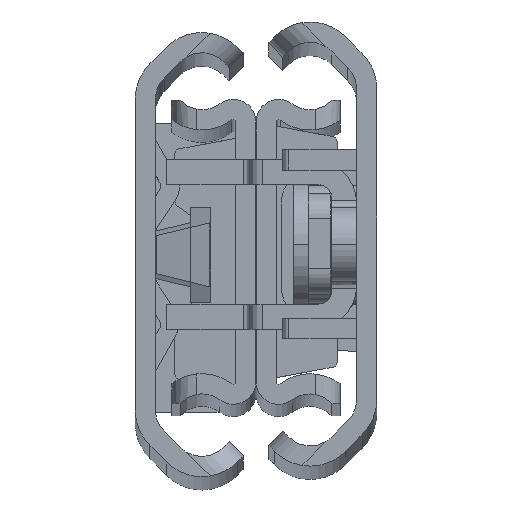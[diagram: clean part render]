
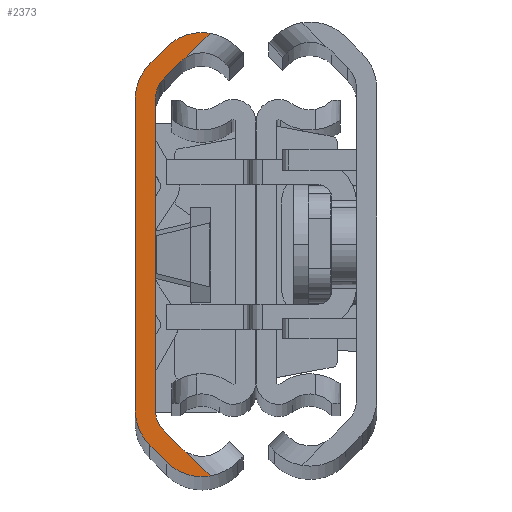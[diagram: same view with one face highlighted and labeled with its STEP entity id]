
A CAD part, top view. The second image highlights one B-rep face of the part: STEP entity #2373.
In plain terms, the highlighted planar face has unit normal (0, 0, 1).
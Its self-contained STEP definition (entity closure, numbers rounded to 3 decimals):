
#71 = EDGE_CURVE ( 'NONE', #3848, #5199, #357, .T. ) ;
#100 = VECTOR ( 'NONE', #11233, 1000. ) ;
#357 = LINE ( 'NONE', #8460, #4282 ) ;
#359 = DIRECTION ( 'NONE',  ( 0., 0., 1. ) ) ;
#461 = VERTEX_POINT ( 'NONE', #8555 ) ;
#467 = AXIS2_PLACEMENT_3D ( 'NONE', #4296, #2342, #6401 ) ;
#482 = DIRECTION ( 'NONE',  ( 0., 0., 1. ) ) ;
#497 = AXIS2_PLACEMENT_3D ( 'NONE', #6254, #9237, #1055 ) ;
#528 = VECTOR ( 'NONE', #8860, 1000. ) ;
#606 = CARTESIAN_POINT ( 'NONE',  ( 1.6, 12.342, 0. ) ) ;
#842 = ORIENTED_EDGE ( 'NONE', *, *, #4559, .T. ) ;
#882 = DIRECTION ( 'NONE',  ( -0.707, 0.707, 0. ) ) ;
#908 = CIRCLE ( 'NONE', #3905, 4. ) ;
#1055 = DIRECTION ( 'NONE',  ( 1., 0., 0. ) ) ;
#1092 = VERTEX_POINT ( 'NONE', #1224 ) ;
#1140 = EDGE_CURVE ( 'NONE', #5915, #4595, #7267, .T. ) ;
#1224 = CARTESIAN_POINT ( 'NONE',  ( 5.955, 17.596, 0. ) ) ;
#1565 = VECTOR ( 'NONE', #6947, 1000. ) ;
#1661 = DIRECTION ( 'NONE',  ( 1., 0., 0. ) ) ;
#1694 = CARTESIAN_POINT ( 'NONE',  ( 1.172, 15.17, 0. ) ) ;
#1760 = VERTEX_POINT ( 'NONE', #7883 ) ;
#2000 = CARTESIAN_POINT ( 'NONE',  ( 2.303, -14.039, 0. ) ) ;
#2106 = CARTESIAN_POINT ( 'NONE',  ( 2.486, 16.484, 0. ) ) ;
#2342 = DIRECTION ( 'NONE',  ( 0., 0., -1. ) ) ;
#2373 = ADVANCED_FACE ( 'NONE', ( #3548 ), #11442, .T. ) ;
#2674 = EDGE_CURVE ( 'NONE', #1092, #3042, #3680, .T. ) ;
#2684 = VERTEX_POINT ( 'NONE', #12219 ) ;
#2699 = DIRECTION ( 'NONE',  ( 1., 0., 0. ) ) ;
#2768 = CARTESIAN_POINT ( 'NONE',  ( 4.061, -15.702, 0. ) ) ;
#2889 = DIRECTION ( 'NONE',  ( 0.707, 0.707, 0. ) ) ;
#2925 = CIRCLE ( 'NONE', #12681, 2.4 ) ;
#2926 = VECTOR ( 'NONE', #8835, 1000. ) ;
#3011 = CARTESIAN_POINT ( 'NONE',  ( 1.6, -12.342, 0. ) ) ;
#3042 = VERTEX_POINT ( 'NONE', #2106 ) ;
#3194 = CARTESIAN_POINT ( 'NONE',  ( 2.486, -16.484, 0. ) ) ;
#3532 = EDGE_CURVE ( 'NONE', #8174, #5915, #10493, .T. ) ;
#3537 = ORIENTED_EDGE ( 'NONE', *, *, #9567, .T. ) ;
#3548 = FACE_OUTER_BOUND ( 'NONE', #5101, .T. ) ;
#3614 = LINE ( 'NONE', #3683, #528 ) ;
#3680 = CIRCLE ( 'NONE', #6236, 3.98 ) ;
#3683 = CARTESIAN_POINT ( 'NONE',  ( 0., 0., 0. ) ) ;
#3684 = VERTEX_POINT ( 'NONE', #606 ) ;
#3783 = AXIS2_PLACEMENT_3D ( 'NONE', #8171, #12216, #9094 ) ;
#3848 = VERTEX_POINT ( 'NONE', #10020 ) ;
#3891 = AXIS2_PLACEMENT_3D ( 'NONE', #9737, #7750, #2699 ) ;
#3905 = AXIS2_PLACEMENT_3D ( 'NONE', #5316, #10411, #10290 ) ;
#3946 = EDGE_CURVE ( 'NONE', #461, #1760, #9829, .T. ) ;
#3982 = EDGE_CURVE ( 'NONE', #4074, #2684, #908, .T. ) ;
#4074 = VERTEX_POINT ( 'NONE', #5451 ) ;
#4282 = VECTOR ( 'NONE', #12634, 1000. ) ;
#4296 = CARTESIAN_POINT ( 'NONE',  ( 5.3, -13.67, 0. ) ) ;
#4335 = DIRECTION ( 'NONE',  ( 0., 0., 1. ) ) ;
#4423 = DIRECTION ( 'NONE',  ( 1., 0., 0. ) ) ;
#4554 = DIRECTION ( 'NONE',  ( 1., 0., 0. ) ) ;
#4559 = EDGE_CURVE ( 'NONE', #10329, #3684, #4769, .T. ) ;
#4595 = VERTEX_POINT ( 'NONE', #11043 ) ;
#4638 = EDGE_CURVE ( 'NONE', #3042, #4074, #10789, .T. ) ;
#4769 = LINE ( 'NONE', #8008, #9205 ) ;
#4842 = CIRCLE ( 'NONE', #3783, 2.4 ) ;
#5101 = EDGE_LOOP ( 'NONE', ( #9500, #5528, #6918, #5773, #3537, #842, #12072, #12831, #10282, #11247, #9997, #11510, #9511, #5497, #12693, #12114 ) ) ;
#5199 = VERTEX_POINT ( 'NONE', #3194 ) ;
#5316 = CARTESIAN_POINT ( 'NONE',  ( 4., 12.342, 0. ) ) ;
#5451 = CARTESIAN_POINT ( 'NONE',  ( 1.172, 15.17, 0. ) ) ;
#5497 = ORIENTED_EDGE ( 'NONE', *, *, #13061, .T. ) ;
#5528 = ORIENTED_EDGE ( 'NONE', *, *, #3532, .T. ) ;
#5773 = ORIENTED_EDGE ( 'NONE', *, *, #10359, .T. ) ;
#5915 = VERTEX_POINT ( 'NONE', #2768 ) ;
#6190 = VECTOR ( 'NONE', #882, 1000. ) ;
#6236 = AXIS2_PLACEMENT_3D ( 'NONE', #10215, #4335, #7240 ) ;
#6254 = CARTESIAN_POINT ( 'NONE',  ( 5.3, 13.67, 0. ) ) ;
#6401 = DIRECTION ( 'NONE',  ( 1., 0., 0. ) ) ;
#6736 = VERTEX_POINT ( 'NONE', #10224 ) ;
#6760 = CIRCLE ( 'NONE', #12268, 3.98 ) ;
#6918 = ORIENTED_EDGE ( 'NONE', *, *, #1140, .T. ) ;
#6947 = DIRECTION ( 'NONE',  ( -0.707, -0.707, 0. ) ) ;
#7066 = LINE ( 'NONE', #12049, #6190 ) ;
#7240 = DIRECTION ( 'NONE',  ( 1., 0., 0. ) ) ;
#7267 = CIRCLE ( 'NONE', #467, 2.38 ) ;
#7456 = CARTESIAN_POINT ( 'NONE',  ( 5.3, -13.67, 0. ) ) ;
#7491 = AXIS2_PLACEMENT_3D ( 'NONE', #7595, #482, #4554 ) ;
#7595 = CARTESIAN_POINT ( 'NONE',  ( 4., -12.342, 0. ) ) ;
#7750 = DIRECTION ( 'NONE',  ( 0., 0., 1. ) ) ;
#7774 = LINE ( 'NONE', #11827, #2926 ) ;
#7883 = CARTESIAN_POINT ( 'NONE',  ( 4.061, 15.702, 0. ) ) ;
#8008 = CARTESIAN_POINT ( 'NONE',  ( 1.6, 0., 0. ) ) ;
#8171 = CARTESIAN_POINT ( 'NONE',  ( 4., -12.342, 0. ) ) ;
#8174 = VERTEX_POINT ( 'NONE', #9826 ) ;
#8244 = EDGE_CURVE ( 'NONE', #8896, #461, #7774, .T. ) ;
#8460 = CARTESIAN_POINT ( 'NONE',  ( 1.172, -15.17, 0. ) ) ;
#8555 = CARTESIAN_POINT ( 'NONE',  ( 3.617, 15.353, 0. ) ) ;
#8835 = DIRECTION ( 'NONE',  ( 0.707, 0.707, 0. ) ) ;
#8860 = DIRECTION ( 'NONE',  ( 0., -1., 0. ) ) ;
#8896 = VERTEX_POINT ( 'NONE', #9647 ) ;
#8911 = EDGE_CURVE ( 'NONE', #5199, #8174, #6760, .T. ) ;
#9003 = DIRECTION ( 'NONE',  ( 0., 1., 0. ) ) ;
#9094 = DIRECTION ( 'NONE',  ( 1., 0., 0. ) ) ;
#9176 = CARTESIAN_POINT ( 'NONE',  ( 2.35, -13.991, 0. ) ) ;
#9205 = VECTOR ( 'NONE', #9003, 1000. ) ;
#9237 = DIRECTION ( 'NONE',  ( 0., 0., -1. ) ) ;
#9252 = VERTEX_POINT ( 'NONE', #2000 ) ;
#9377 = VECTOR ( 'NONE', #2889, 1000. ) ;
#9466 = EDGE_CURVE ( 'NONE', #3684, #8896, #2925, .T. ) ;
#9500 = ORIENTED_EDGE ( 'NONE', *, *, #8911, .T. ) ;
#9511 = ORIENTED_EDGE ( 'NONE', *, *, #3982, .T. ) ;
#9567 = EDGE_CURVE ( 'NONE', #9252, #10329, #4842, .T. ) ;
#9647 = CARTESIAN_POINT ( 'NONE',  ( 2.303, 14.039, 0. ) ) ;
#9737 = CARTESIAN_POINT ( 'NONE',  ( 4., -12.342, 0. ) ) ;
#9826 = CARTESIAN_POINT ( 'NONE',  ( 5.955, -17.596, 0. ) ) ;
#9829 = CIRCLE ( 'NONE', #497, 2.38 ) ;
#9997 = ORIENTED_EDGE ( 'NONE', *, *, #2674, .T. ) ;
#10020 = CARTESIAN_POINT ( 'NONE',  ( 1.172, -15.17, 0. ) ) ;
#10215 = CARTESIAN_POINT ( 'NONE',  ( 5.3, 13.67, 0. ) ) ;
#10224 = CARTESIAN_POINT ( 'NONE',  ( 0., -12.342, 0. ) ) ;
#10234 = CIRCLE ( 'NONE', #3891, 4. ) ;
#10282 = ORIENTED_EDGE ( 'NONE', *, *, #3946, .T. ) ;
#10290 = DIRECTION ( 'NONE',  ( 1., 0., 0. ) ) ;
#10329 = VERTEX_POINT ( 'NONE', #3011 ) ;
#10359 = EDGE_CURVE ( 'NONE', #4595, #9252, #7066, .T. ) ;
#10407 = EDGE_CURVE ( 'NONE', #1760, #1092, #11987, .T. ) ;
#10411 = DIRECTION ( 'NONE',  ( 0., 0., 1. ) ) ;
#10493 = LINE ( 'NONE', #9176, #100 ) ;
#10789 = LINE ( 'NONE', #1694, #1565 ) ;
#11043 = CARTESIAN_POINT ( 'NONE',  ( 3.617, -15.353, 0. ) ) ;
#11233 = DIRECTION ( 'NONE',  ( -0.707, 0.707, 0. ) ) ;
#11247 = ORIENTED_EDGE ( 'NONE', *, *, #10407, .T. ) ;
#11442 = PLANE ( 'NONE',  #7491 ) ;
#11452 = EDGE_CURVE ( 'NONE', #6736, #3848, #10234, .T. ) ;
#11510 = ORIENTED_EDGE ( 'NONE', *, *, #4638, .T. ) ;
#11827 = CARTESIAN_POINT ( 'NONE',  ( 2.303, 14.039, 0. ) ) ;
#11882 = DIRECTION ( 'NONE',  ( 0., 0., -1. ) ) ;
#11987 = LINE ( 'NONE', #12182, #9377 ) ;
#12049 = CARTESIAN_POINT ( 'NONE',  ( 2.303, -14.039, 0. ) ) ;
#12072 = ORIENTED_EDGE ( 'NONE', *, *, #9466, .T. ) ;
#12114 = ORIENTED_EDGE ( 'NONE', *, *, #71, .T. ) ;
#12182 = CARTESIAN_POINT ( 'NONE',  ( -9.991, 1.65, 0. ) ) ;
#12216 = DIRECTION ( 'NONE',  ( 0., 0., -1. ) ) ;
#12219 = CARTESIAN_POINT ( 'NONE',  ( 0., 12.342, 0. ) ) ;
#12268 = AXIS2_PLACEMENT_3D ( 'NONE', #7456, #359, #4423 ) ;
#12634 = DIRECTION ( 'NONE',  ( 0.707, -0.707, 0. ) ) ;
#12681 = AXIS2_PLACEMENT_3D ( 'NONE', #12885, #11882, #1661 ) ;
#12693 = ORIENTED_EDGE ( 'NONE', *, *, #11452, .T. ) ;
#12831 = ORIENTED_EDGE ( 'NONE', *, *, #8244, .T. ) ;
#12885 = CARTESIAN_POINT ( 'NONE',  ( 4., 12.342, 0. ) ) ;
#13061 = EDGE_CURVE ( 'NONE', #2684, #6736, #3614, .T. ) ;
